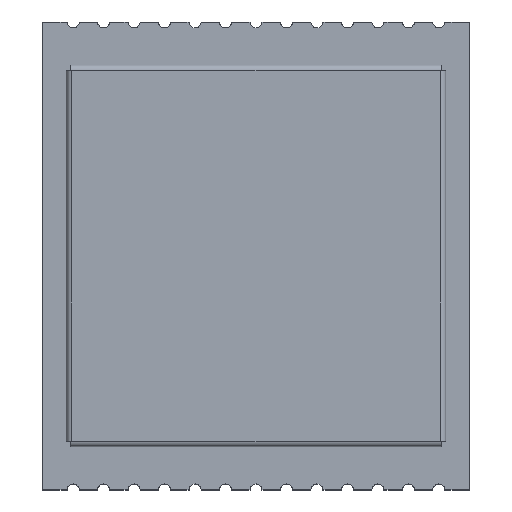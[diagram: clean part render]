
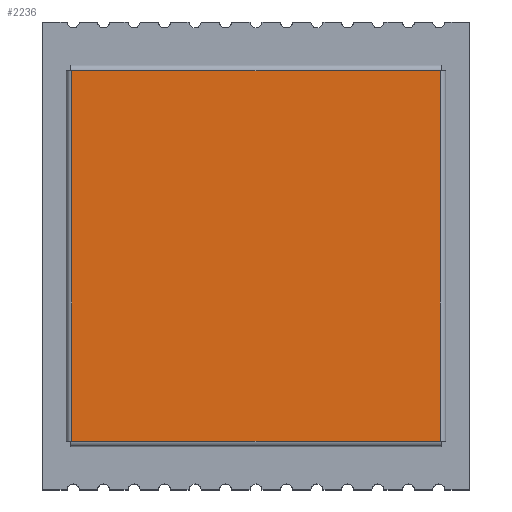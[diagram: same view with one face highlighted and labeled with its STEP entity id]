
A CAD part, top view. The second image highlights one B-rep face of the part: STEP entity #2236.
In plain terms, the highlighted planar face has unit normal (0, 0, 1).
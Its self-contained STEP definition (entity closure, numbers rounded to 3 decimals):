
#60 = CARTESIAN_POINT ( 'NONE',  ( 15.35, -15.45, 0. ) ) ;
#199 = DIRECTION ( 'NONE',  ( 0., -1., 0. ) ) ;
#1427 = ORIENTED_EDGE ( 'NONE', *, *, #8539, .T. ) ;
#1590 = CARTESIAN_POINT ( 'NONE',  ( 15.35, -15.45, 0. ) ) ;
#1648 = CARTESIAN_POINT ( 'NONE',  ( -15.35, 15.45, 0. ) ) ;
#1672 = EDGE_CURVE ( 'NONE', #12007, #9929, #6724, .T. ) ;
#1727 = FACE_OUTER_BOUND ( 'NONE', #9317, .T. ) ;
#1756 = ORIENTED_EDGE ( 'NONE', *, *, #1672, .F. ) ;
#2236 = ADVANCED_FACE ( 'NONE', ( #1727 ), #2558, .T. ) ;
#2353 = AXIS2_PLACEMENT_3D ( 'NONE', #9677, #7774, #5649 ) ;
#2386 = ORIENTED_EDGE ( 'NONE', *, *, #11073, .T. ) ;
#2558 = PLANE ( 'NONE',  #2353 ) ;
#2649 = DIRECTION ( 'NONE',  ( 0., 1., 0. ) ) ;
#2701 = CARTESIAN_POINT ( 'NONE',  ( 15.35, 15.45, 0. ) ) ;
#4464 = LINE ( 'NONE', #11519, #12209 ) ;
#4667 = VERTEX_POINT ( 'NONE', #2701 ) ;
#5109 = ORIENTED_EDGE ( 'NONE', *, *, #8499, .T. ) ;
#5649 = DIRECTION ( 'NONE',  ( 0., -1., 0. ) ) ;
#5708 = DIRECTION ( 'NONE',  ( -1., 0., 0. ) ) ;
#6724 = LINE ( 'NONE', #7669, #11317 ) ;
#6910 = VERTEX_POINT ( 'NONE', #1648 ) ;
#7206 = VECTOR ( 'NONE', #9412, 1000. ) ;
#7313 = VECTOR ( 'NONE', #2649, 1000. ) ;
#7669 = CARTESIAN_POINT ( 'NONE',  ( 15.5, -15.45, 0. ) ) ;
#7774 = DIRECTION ( 'NONE',  ( 0., 0., 1. ) ) ;
#8499 = EDGE_CURVE ( 'NONE', #6910, #9929, #4464, .T. ) ;
#8539 = EDGE_CURVE ( 'NONE', #12007, #4667, #9674, .T. ) ;
#8580 = CARTESIAN_POINT ( 'NONE',  ( 15.5, 15.45, 0. ) ) ;
#9306 = CARTESIAN_POINT ( 'NONE',  ( -15.35, -15.45, 0. ) ) ;
#9317 = EDGE_LOOP ( 'NONE', ( #2386, #5109, #1756, #1427 ) ) ;
#9412 = DIRECTION ( 'NONE',  ( -1., 0., 0. ) ) ;
#9674 = LINE ( 'NONE', #1590, #7313 ) ;
#9677 = CARTESIAN_POINT ( 'NONE',  ( 15.5, 15.9, 0. ) ) ;
#9929 = VERTEX_POINT ( 'NONE', #9306 ) ;
#10678 = LINE ( 'NONE', #8580, #7206 ) ;
#11073 = EDGE_CURVE ( 'NONE', #4667, #6910, #10678, .T. ) ;
#11317 = VECTOR ( 'NONE', #5708, 1000. ) ;
#11519 = CARTESIAN_POINT ( 'NONE',  ( -15.35, 15.45, 0. ) ) ;
#12007 = VERTEX_POINT ( 'NONE', #60 ) ;
#12209 = VECTOR ( 'NONE', #199, 1000. ) ;
